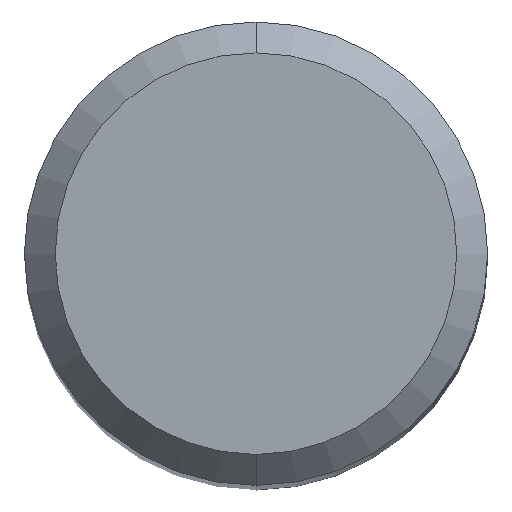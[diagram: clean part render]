
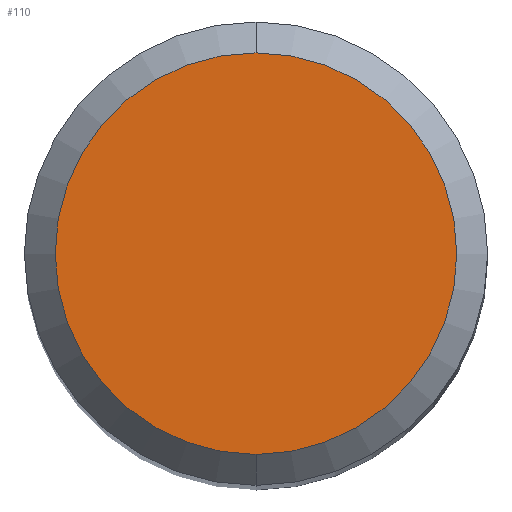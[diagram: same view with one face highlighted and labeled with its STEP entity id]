
A CAD part, top view. The second image highlights one B-rep face of the part: STEP entity #110.
In plain terms, the highlighted planar face has unit normal (0, 0, 1).
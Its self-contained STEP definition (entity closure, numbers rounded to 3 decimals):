
#110=ADVANCED_FACE('',(#277),#278,.T.);
#136=VERTEX_POINT('',#307);
#164=EDGE_CURVE('',#136,#248,#337,.T.);
#184=EDGE_CURVE('',#248,#136,#360,.T.);
#248=VERTEX_POINT('',#432);
#277=FACE_OUTER_BOUND('',#453,.T.);
#278=PLANE('',#454);
#307=CARTESIAN_POINT('',(0.0,2.6,0.0));
#337=CIRCLE('',#530,2.6);
#360=CIRCLE('',#562,2.6);
#432=CARTESIAN_POINT('',(0.,-2.6,0.0));
#453=EDGE_LOOP('',(#669,#670));
#454=AXIS2_PLACEMENT_3D('',#671,#672,#673);
#530=AXIS2_PLACEMENT_3D('',#740,#741,#742);
#562=AXIS2_PLACEMENT_3D('',#773,#774,#775);
#669=ORIENTED_EDGE('',*,*,#164,.F.);
#670=ORIENTED_EDGE('',*,*,#184,.F.);
#671=CARTESIAN_POINT('',(0.0,1.3,0.0));
#672=DIRECTION('',(-0.0,0.0,1.0));
#673=DIRECTION('',(0.0,-1.0,0.0));
#740=CARTESIAN_POINT('',(0.0,0.0,0.0));
#741=DIRECTION('',(0.0,0.0,-1.0));
#742=DIRECTION('',(0.0,1.0,0.0));
#773=CARTESIAN_POINT('',(0.0,0.0,0.0));
#774=DIRECTION('',(0.0,0.0,-1.0));
#775=DIRECTION('',(0.0,1.0,0.0));
